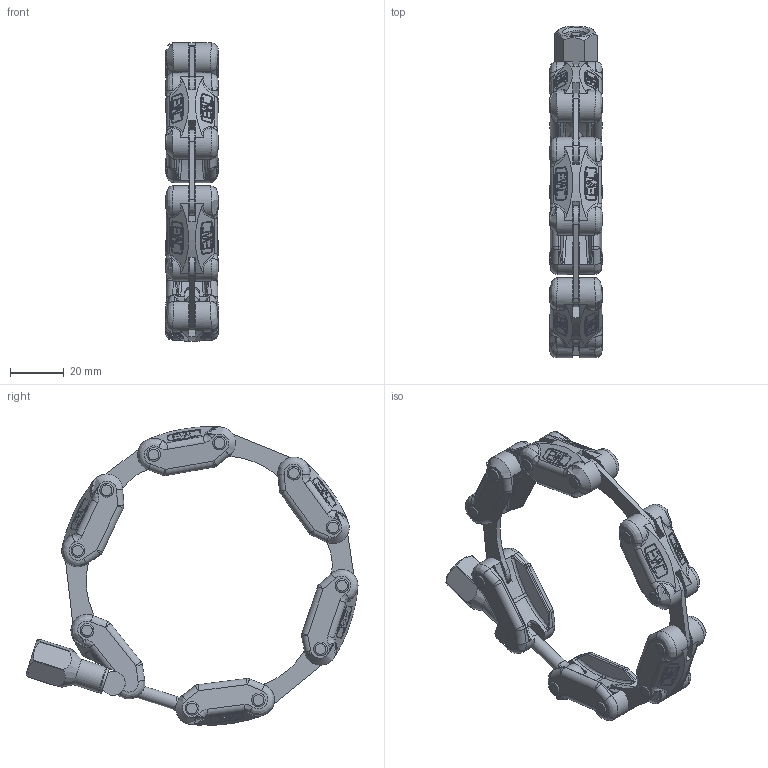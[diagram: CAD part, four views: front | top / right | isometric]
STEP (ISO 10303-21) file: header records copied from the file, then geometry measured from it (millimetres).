
FILE_DESCRIPTION(/* description */ (''),/* implementation_level */ '2;1');
FILE_NAME(/* name */ '30.063015.151.563',/* time_stamp */ '2018-07-17T10:30:05+02:00',/* author */ ('Murat Coskun Bicak'),/* organization */ ('Evac AG'),/* preprocessor_version */ 'ST-DEVELOPER v16.7',/* originating_system */ 'DEX',/* authorisation */ $);
FILE_SCHEMA (('AUTOMOTIVE_DESIGN {1 0 10303 214 3 1 1}'));
Length unit declared in the file: millimetre
Products named in the file (11): 30.063015.151.563; 03.230.030-AL; 03.230.031-AL; 03.230.032-AL; 03.020.008-IXMY; 03.031.030-IX; 03.031.022-IX; 03.034.001-IXMY; 03.036.002-AL; 00.1505.00-IXMY; 03.037.003-IX
Assembly tree (26 placements, depth 2):
  30.063015.151.563
    03.230.030-AL  x4
    03.230.031-AL
    03.230.032-AL
    03.020.008-IXMY  x11
    03.031.030-IX  x3
    03.031.022-IX  x2
    03.034.001-IXMY
    03.036.002-AL
    00.1505.00-IXMY
    03.037.003-IX
Bounding box: 20 x 123.99 x 111.55 mm (x, y, z)
Volume: 45288.8 mm3; surface area: 30538 mm2
Topology: 26 solids, 26 shells, 2438 faces, 6230 edges, 3804 vertices
Faces by surface type: cylinder 1039, plane 826, sphere 235, bspline 166, torus 166, cone 6
Full cylindrical faces by diameter (mm): 4.134 x1, 5 x24, 5.1 x22, 5.2 x1, 5.3 x1, 8 x1, 10 x2
Entity records: 38777 total; most frequent: CARTESIAN_POINT 10649, DIRECTION 5824, ORIENTED_EDGE 5776, EDGE_CURVE 2888, AXIS2_PLACEMENT_3D 2199, VERTEX_POINT 1788, LINE 1426, VECTOR 1426
